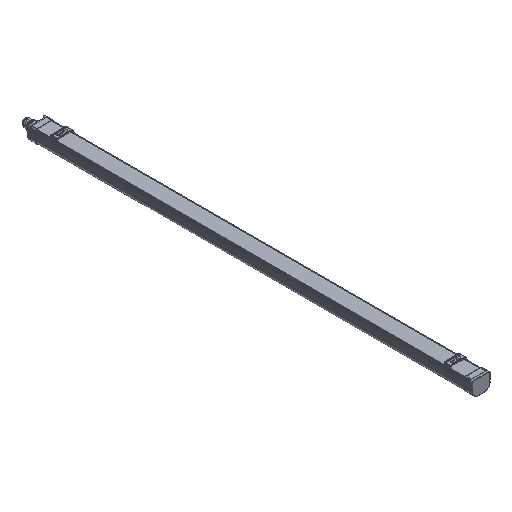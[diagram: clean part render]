
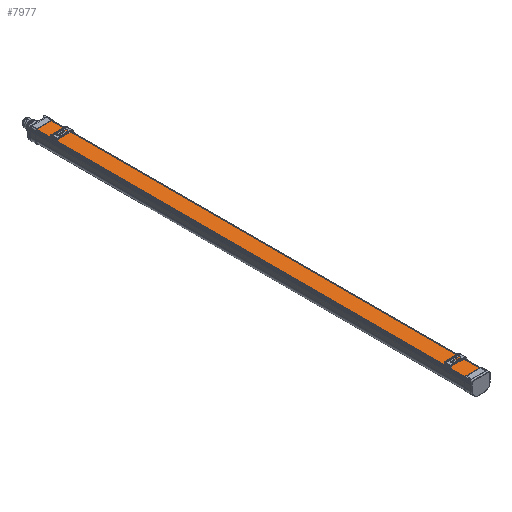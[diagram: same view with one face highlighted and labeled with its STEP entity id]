
A CAD part, isometric view. The second image highlights one B-rep face of the part: STEP entity #7977.
In plain terms, the highlighted planar face has unit normal (0, 0, 1).
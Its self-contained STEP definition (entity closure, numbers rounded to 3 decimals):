
#924 = B_SPLINE_CURVE_WITH_KNOTS ( 'NONE', 3,
 ( #24801, #22661, #2013, #11505 ),
 .UNSPECIFIED., .F., .F.,
 ( 4, 4 ),
 ( 0., 1. ),
 .UNSPECIFIED. ) ;
#1222 = VERTEX_POINT ( 'NONE', #23168 ) ;
#1788 = CARTESIAN_POINT ( 'NONE',  ( -25.15, -740.9, -7.6 ) ) ;
#1927 = CARTESIAN_POINT ( 'NONE',  ( 25.15, 246.967, -7.6 ) ) ;
#2013 = CARTESIAN_POINT ( 'NONE',  ( -8.383, 740.9, -7.6 ) ) ;
#5614 = EDGE_CURVE ( 'NONE', #1222, #9543, #924, .T. ) ;
#7278 = EDGE_CURVE ( 'NONE', #19289, #9543, #10417, .T. ) ;
#7758 = CARTESIAN_POINT ( 'NONE',  ( 25.15, -742.6, -7.6 ) ) ;
#7977 = ADVANCED_FACE ( 'NONE', ( #23087 ), #19527, .T. ) ;
#7996 = CARTESIAN_POINT ( 'NONE',  ( 25.15, -740.9, -7.6 ) ) ;
#8002 = EDGE_LOOP ( 'NONE', ( #11411, #24904, #9891, #13525 ) ) ;
#8144 = DIRECTION ( 'NONE',  ( 1., 0., 0. ) ) ;
#8241 = CARTESIAN_POINT ( 'NONE',  ( 25.15, -246.967, -7.6 ) ) ;
#8638 = B_SPLINE_CURVE_WITH_KNOTS ( 'NONE', 3,
 ( #16982, #24447, #12932, #1788 ),
 .UNSPECIFIED., .F., .F.,
 ( 4, 4 ),
 ( 0., 1. ),
 .UNSPECIFIED. ) ;
#9543 = VERTEX_POINT ( 'NONE', #17048 ) ;
#9891 = ORIENTED_EDGE ( 'NONE', *, *, #10998, .T. ) ;
#10103 = VERTEX_POINT ( 'NONE', #7996 ) ;
#10417 = B_SPLINE_CURVE_WITH_KNOTS ( 'NONE', 3,
 ( #22240, #12494, #10838, #24138 ),
 .UNSPECIFIED., .F., .F.,
 ( 4, 4 ),
 ( 0., 1. ),
 .UNSPECIFIED. ) ;
#10838 = CARTESIAN_POINT ( 'NONE',  ( -25.15, 246.967, -7.6 ) ) ;
#10998 = EDGE_CURVE ( 'NONE', #10103, #1222, #14159, .T. ) ;
#11411 = ORIENTED_EDGE ( 'NONE', *, *, #7278, .F. ) ;
#11505 = CARTESIAN_POINT ( 'NONE',  ( -25.15, 740.9, -7.6 ) ) ;
#11920 = CARTESIAN_POINT ( 'NONE',  ( 25.15, 740.9, -7.6 ) ) ;
#12494 = CARTESIAN_POINT ( 'NONE',  ( -25.15, -246.967, -7.6 ) ) ;
#12932 = CARTESIAN_POINT ( 'NONE',  ( -8.383, -740.9, -7.6 ) ) ;
#13525 = ORIENTED_EDGE ( 'NONE', *, *, #5614, .T. ) ;
#14159 = B_SPLINE_CURVE_WITH_KNOTS ( 'NONE', 3,
 ( #15459, #8241, #1927, #11920 ),
 .UNSPECIFIED., .F., .F.,
 ( 4, 4 ),
 ( 0., 1. ),
 .UNSPECIFIED. ) ;
#15459 = CARTESIAN_POINT ( 'NONE',  ( 25.15, -740.9, -7.6 ) ) ;
#15947 = AXIS2_PLACEMENT_3D ( 'NONE', #7758, #17382, #8144 ) ;
#16412 = EDGE_CURVE ( 'NONE', #10103, #19289, #8638, .T. ) ;
#16982 = CARTESIAN_POINT ( 'NONE',  ( 25.15, -740.9, -7.6 ) ) ;
#17048 = CARTESIAN_POINT ( 'NONE',  ( -25.15, 740.9, -7.6 ) ) ;
#17382 = DIRECTION ( 'NONE',  ( 0., 0., 1. ) ) ;
#19289 = VERTEX_POINT ( 'NONE', #22588 ) ;
#19527 = PLANE ( 'NONE',  #15947 ) ;
#22240 = CARTESIAN_POINT ( 'NONE',  ( -25.15, -740.9, -7.6 ) ) ;
#22588 = CARTESIAN_POINT ( 'NONE',  ( -25.15, -740.9, -7.6 ) ) ;
#22661 = CARTESIAN_POINT ( 'NONE',  ( 8.383, 740.9, -7.6 ) ) ;
#23087 = FACE_OUTER_BOUND ( 'NONE', #8002, .T. ) ;
#23168 = CARTESIAN_POINT ( 'NONE',  ( 25.15, 740.9, -7.6 ) ) ;
#24138 = CARTESIAN_POINT ( 'NONE',  ( -25.15, 740.9, -7.6 ) ) ;
#24447 = CARTESIAN_POINT ( 'NONE',  ( 8.383, -740.9, -7.6 ) ) ;
#24801 = CARTESIAN_POINT ( 'NONE',  ( 25.15, 740.9, -7.6 ) ) ;
#24904 = ORIENTED_EDGE ( 'NONE', *, *, #16412, .F. ) ;
